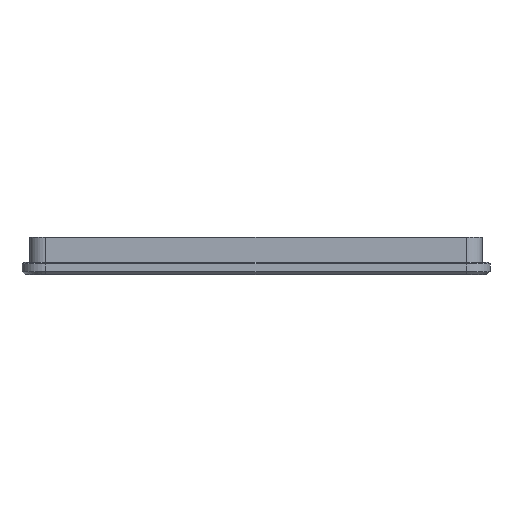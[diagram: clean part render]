
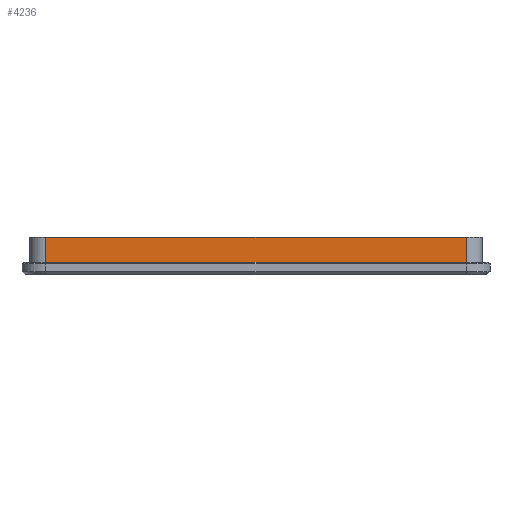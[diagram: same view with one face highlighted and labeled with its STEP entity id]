
A CAD part, front view. The second image highlights one B-rep face of the part: STEP entity #4236.
In plain terms, the highlighted planar face has unit normal (0, -1, 0).
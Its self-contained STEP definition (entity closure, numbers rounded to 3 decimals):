
#684=FACE_OUTER_BOUND('',#952,.T.);
#952=EDGE_LOOP('',(#3811,#3812,#3813,#3814));
#993=LINE('',#6034,#1333);
#1289=LINE('',#8812,#1629);
#1295=LINE('',#8829,#1635);
#1297=LINE('',#8832,#1637);
#1333=VECTOR('',#4799,10.);
#1629=VECTOR('',#5883,10.);
#1635=VECTOR('',#5905,10.);
#1637=VECTOR('',#5909,10.);
#1673=VERTEX_POINT('',#6030);
#1675=VERTEX_POINT('',#6033);
#2026=VERTEX_POINT('',#8809);
#2027=VERTEX_POINT('',#8811);
#2069=EDGE_CURVE('',#1673,#1675,#993,.T.);
#2631=EDGE_CURVE('',#2027,#2026,#1289,.T.);
#2639=EDGE_CURVE('',#1673,#2027,#1295,.T.);
#2641=EDGE_CURVE('',#1675,#2026,#1297,.T.);
#3811=ORIENTED_EDGE('',*,*,#2641,.F.);
#3812=ORIENTED_EDGE('',*,*,#2069,.F.);
#3813=ORIENTED_EDGE('',*,*,#2639,.T.);
#3814=ORIENTED_EDGE('',*,*,#2631,.T.);
#3997=PLANE('',#4698);
#4236=ADVANCED_FACE('',(#684),#3997,.T.);
#4698=AXIS2_PLACEMENT_3D('',#8831,#5907,#5908);
#4799=DIRECTION('',(1.,0.,0.));
#5883=DIRECTION('',(1.,0.,0.));
#5905=DIRECTION('',(0.,0.,-1.));
#5907=DIRECTION('center_axis',(0.,-1.,0.));
#5908=DIRECTION('ref_axis',(-1.,0.,0.));
#5909=DIRECTION('',(0.,0.,-1.));
#6030=CARTESIAN_POINT('',(-66.8,-72.,71.));
#6033=CARTESIAN_POINT('',(66.8,-72.,71.));
#6034=CARTESIAN_POINT('',(-66.8,-72.,71.));
#8809=CARTESIAN_POINT('',(66.8,-72.,61.));
#8811=CARTESIAN_POINT('',(-66.8,-72.,61.));
#8812=CARTESIAN_POINT('',(33.4,-72.,61.));
#8829=CARTESIAN_POINT('',(-66.8,-72.,65.));
#8831=CARTESIAN_POINT('Origin',(66.8,-72.,71.));
#8832=CARTESIAN_POINT('',(66.8,-72.,65.));
